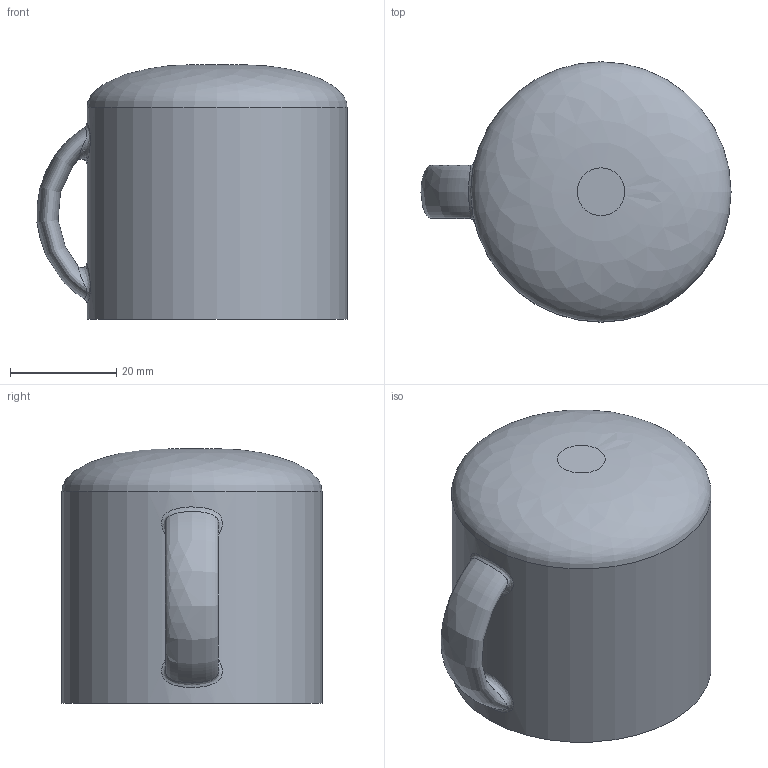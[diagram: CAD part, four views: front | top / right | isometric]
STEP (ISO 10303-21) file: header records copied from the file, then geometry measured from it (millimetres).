
FILE_DESCRIPTION(('Open CASCADE Model'),'2;1');
FILE_NAME('Open CASCADE Shape Model','2026-01-02T21:15:47',('Author'),( 'Open CASCADE'),'Open CASCADE STEP processor 7.8','build123d', 'Unknown');
FILE_SCHEMA(('AUTOMOTIVE_DESIGN { 1 0 10303 214 1 1 1 1 }'));
Length unit declared in the file: millimetre
Products named in the file (1): COMPOUND
Bounding box: 58.43 x 49 x 48 mm (x, y, z)
Volume: 42111.7 mm3; surface area: 15225.8 mm2
Topology: 1 solids, 1 shells, 10 faces, 17 edges, 10 vertices
Faces by surface type: plane 3, revolution 2, bspline 2, cylinder 1, cone 1, torus 1
Full cylindrical faces by diameter (mm): 49 x1
Entity records: 2966 total; most frequent: CARTESIAN_POINT 2607, DIRECTION 63, ORIENTED_EDGE 34, PCURVE 34, DEFINITIONAL_REPRESENTATION 34, LINE 21, VECTOR 21, AXIS2_PLACEMENT_3D 18
